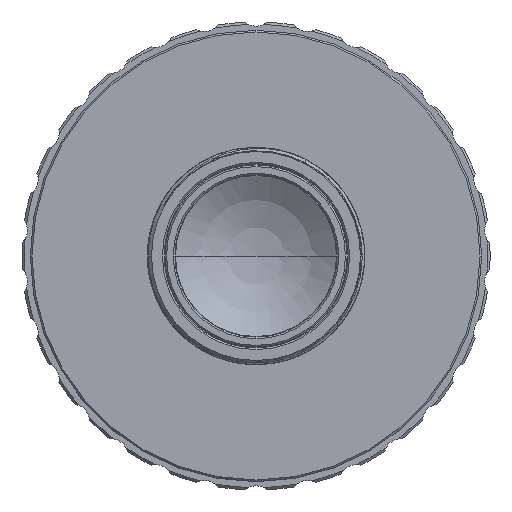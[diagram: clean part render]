
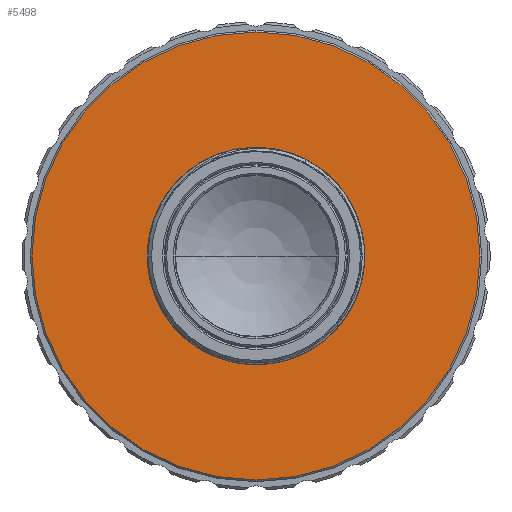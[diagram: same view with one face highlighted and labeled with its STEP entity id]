
A CAD part, left-side view. The second image highlights one B-rep face of the part: STEP entity #5498.
In plain terms, the highlighted planar face has unit normal (-1, 0, 0).
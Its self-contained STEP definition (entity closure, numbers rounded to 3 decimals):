
#3417=CARTESIAN_POINT('',(-2.27,0.,0.));
#3418=DIRECTION('',(-1.,0.,0.));
#3419=DIRECTION('',(0.,1.,0.));
#3420=AXIS2_PLACEMENT_3D('',#3417,#3418,#3419);
#3432=CARTESIAN_POINT('',(-2.27,0.,0.));
#3433=DIRECTION('',(1.,0.,0.));
#3434=DIRECTION('',(0.,1.,0.));
#3435=AXIS2_PLACEMENT_3D('',#3432,#3433,#3434);
#3447=CARTESIAN_POINT('',(-2.27,0.,0.));
#3448=DIRECTION('',(-1.,0.,0.));
#3449=DIRECTION('',(0.,1.,0.));
#3450=AXIS2_PLACEMENT_3D('',#3447,#3448,#3449);
#3455=CARTESIAN_POINT('',(-2.27,0.,0.));
#3456=DIRECTION('',(1.,0.,0.));
#3457=DIRECTION('',(0.,1.,0.));
#3458=AXIS2_PLACEMENT_3D('',#3455,#3456,#3457);
#3994=CARTESIAN_POINT('',(-2.27,12.3,0.));
#3996=VERTEX_POINT('',#3994);
#3998=CARTESIAN_POINT('',(-2.27,-12.3,0.));
#4000=VERTEX_POINT('',#3998);
#4060=CARTESIAN_POINT('',(-2.27,26.8,0.));
#4061=VERTEX_POINT('',#4060);
#4072=CARTESIAN_POINT('',(-2.27,-26.8,0.));
#4073=VERTEX_POINT('',#4072);
#5483=CARTESIAN_POINT('',(-2.27,0.,0.));
#5484=DIRECTION('',(-1.,0.,0.));
#5485=DIRECTION('',(0.,1.,0.));
#5486=AXIS2_PLACEMENT_3D('',#5483,#5484,#5485);
#5487=PLANE('',#5486);
#5489=ORIENTED_EDGE('',*,*,#5488,.F.);
#5491=ORIENTED_EDGE('',*,*,#5490,.T.);
#5492=EDGE_LOOP('',(#5489,#5491));
#5493=FACE_OUTER_BOUND('',#5492,.F.);
#5494=ORIENTED_EDGE('',*,*,#5464,.F.);
#5495=ORIENTED_EDGE('',*,*,#5441,.T.);
#5496=EDGE_LOOP('',(#5494,#5495));
#5497=FACE_BOUND('',#5496,.F.);
#3421=CIRCLE('',#3420,12.3);
#3436=CIRCLE('',#3435,12.3);
#3451=CIRCLE('',#3450,26.8);
#3459=CIRCLE('',#3458,26.8);
#5441=EDGE_CURVE('',#3996,#4000,#3421,.T.);
#5464=EDGE_CURVE('',#3996,#4000,#3436,.T.);
#5488=EDGE_CURVE('',#4061,#4073,#3451,.T.);
#5490=EDGE_CURVE('',#4061,#4073,#3459,.T.);
#5498=ADVANCED_FACE('',(#5493,#5497),#5487,.T.);
